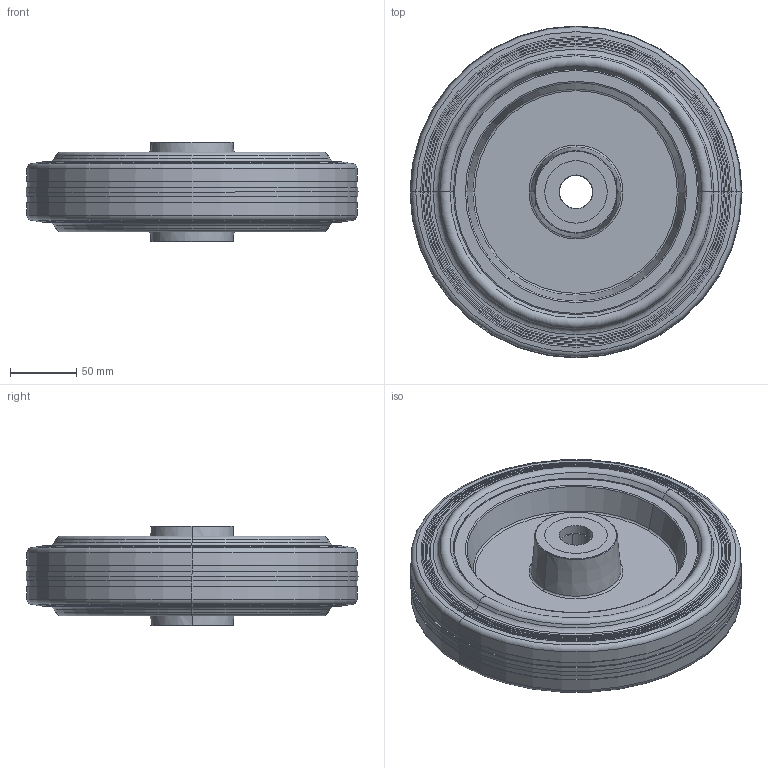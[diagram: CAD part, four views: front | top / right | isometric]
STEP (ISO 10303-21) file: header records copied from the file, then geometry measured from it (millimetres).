
FILE_DESCRIPTION (( 'STEP AP214' ), '1' );
FILE_NAME ('0048007.step', '2026-01-13T12:12:24', ( '' ), ( '' ), 'SwSTEP 2.0', 'SolidWorks 2020', '' );
FILE_SCHEMA (( 'AUTOMOTIVE_DESIGN' ));
Length unit declared in the file: millimetre
Products named in the file (1): 0048007
Bounding box: 250 x 250 x 75 mm (x, y, z)
Volume: 1734247.2 mm3; surface area: 254845.9 mm2
Topology: 4 solids, 4 shells, 146 faces, 292 edges, 166 vertices
Faces by surface type: torus 52, cone 44, cylinder 30, plane 20
Entity records: 5489 total; most frequent: DIRECTION 804, CARTESIAN_POINT 605, ORIENTED_EDGE 584, AXIS2_PLACEMENT_3D 365, EDGE_CURVE 292, CIRCLE 218, EDGE_LOOP 166, VERTEX_POINT 166
